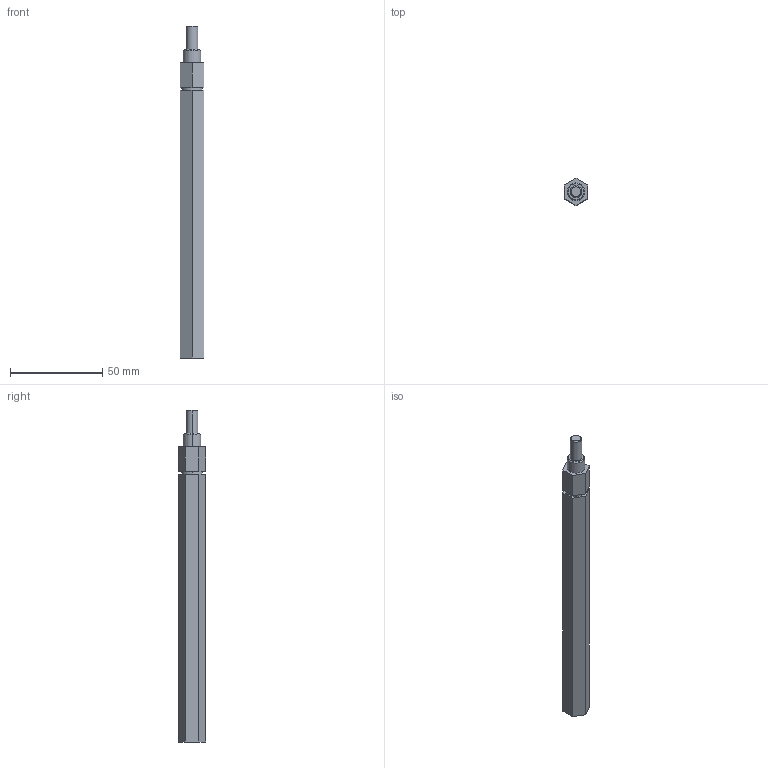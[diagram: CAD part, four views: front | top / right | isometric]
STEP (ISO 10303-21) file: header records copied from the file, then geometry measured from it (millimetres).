
FILE_DESCRIPTION (( 'STEP AP214' ), '1' );
FILE_NAME ('am-0801a Toughbox Series Long 500Hex Output Shaft REV4.STEP', '2021-12-09T14:40:01', ( '' ), ( '' ), 'SwSTEP 2.0', 'SolidWorks 2021', '' );
FILE_SCHEMA (( 'AUTOMOTIVE_DESIGN' ));
Length unit declared in the file: inch
Products named in the file (1): am-0801a Toughbox Series Long 500Hex Output Shaft REV4
Bounding box: 12.7 x 14.66 x 179.83 mm (x, y, z)
Volume: 22430.8 mm3; surface area: 8421.6 mm2
Topology: 2 solids, 2 shells, 37 faces, 82 edges, 50 vertices
Faces by surface type: plane 19, cylinder 10, cone 8
Entity records: 1039 total; most frequent: DIRECTION 178, CARTESIAN_POINT 166, ORIENTED_EDGE 156, EDGE_CURVE 78, AXIS2_PLACEMENT_3D 62, LINE 54, VECTOR 54, VERTEX_POINT 50
